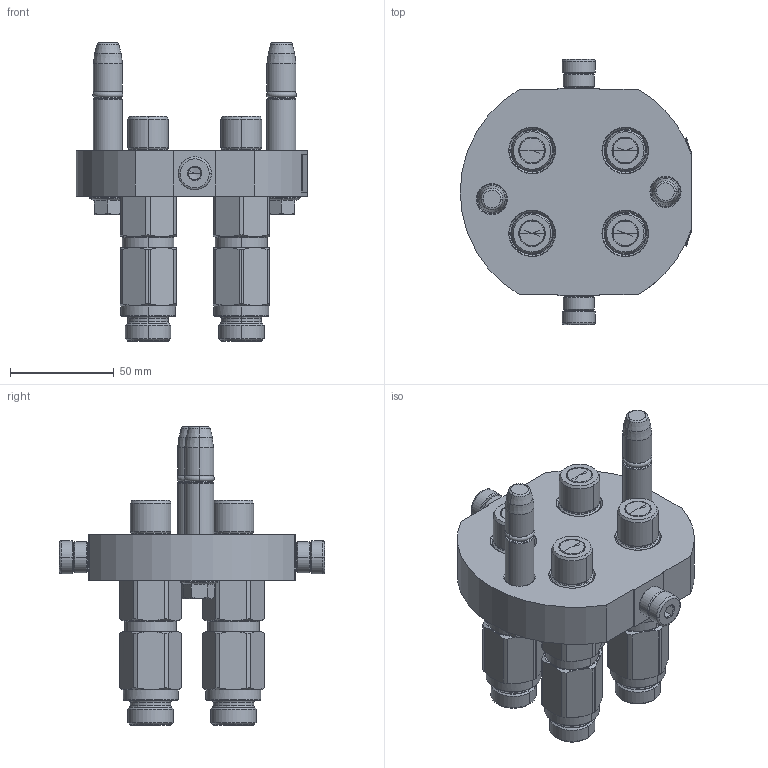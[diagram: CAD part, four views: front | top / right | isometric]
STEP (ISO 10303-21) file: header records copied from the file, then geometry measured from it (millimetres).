
FILE_DESCRIPTION (( 'STEP AP214' ), '1' );
FILE_NAME ('FASTER.step', '2022-03-18T08:49:17', ( '' ), ( '' ), 'SwSTEP 2.0', 'SolidWorks 2017', '' );
FILE_SCHEMA (( 'AUTOMOTIVE_DESIGN' ));
Length unit declared in the file: millimetre
Products named in the file (11): 3ffnp38-2_22m; et002_piegata; 4830_013_3000_020; or2_62x9_19_m; 1540_080_0008_000; 4830_010_0000_002; 4830_021_0000_000; P506_M_BASE; 4830_028_1000_002; FASTER
Assembly tree (18 placements, depth 3):
  FASTER
    P506_M_BASE
      4830_010_0000_002
      4830_021_0000_000  x2
      1540_080_0008_000  x2
      4830_013_3000_020  x2
      4830_028_1000_002  x2
      or2_62x9_19_m  x2
    3ffnp38-2_22m  x4
      3ffnp38-2_22m
    et002_piegata
Bounding box: 111.8 x 128 x 144 mm (x, y, z)
Volume: 1869.5 mm3; surface area: 103602.9 mm2
Topology: 5 solids, 48 shells, 1713 faces, 4336 edges, 2750 vertices
Faces by surface type: plane 925, cylinder 329, cone 328, torus 116, bspline 15
Entity records: 41778 total; most frequent: CARTESIAN_POINT 9935, ORIENTED_EDGE 6208, DIRECTION 5826, EDGE_CURVE 3139, VECTOR 2420, LINE 2420, VERTEX_POINT 2028, AXIS2_PLACEMENT_3D 1703
